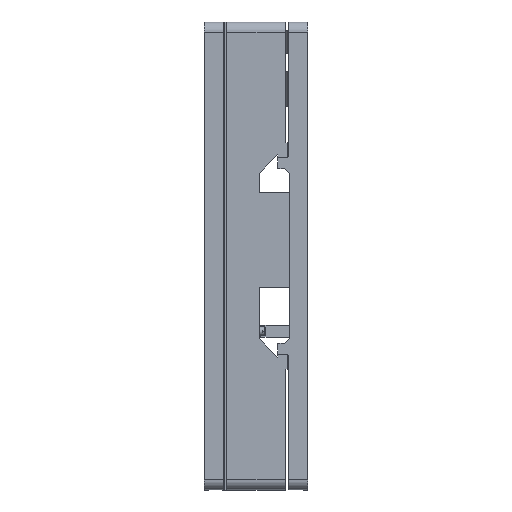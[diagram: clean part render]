
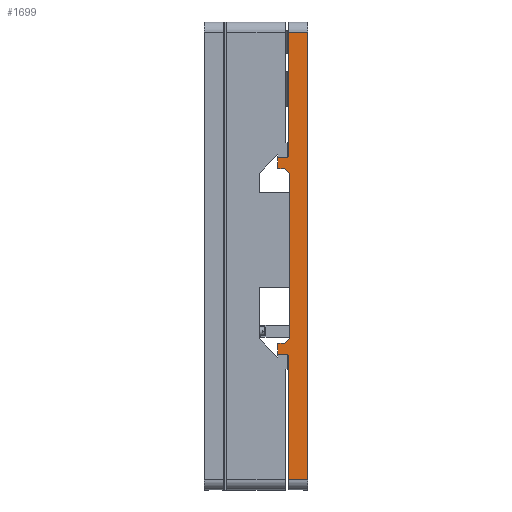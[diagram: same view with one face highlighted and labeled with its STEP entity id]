
A CAD part, left-side view. The second image highlights one B-rep face of the part: STEP entity #1699.
In plain terms, the highlighted planar face has unit normal (-1, 0, 0).
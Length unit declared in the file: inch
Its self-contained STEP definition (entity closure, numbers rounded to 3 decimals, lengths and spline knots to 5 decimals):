
#27 = VECTOR ( 'NONE', #17340, 39.37008 ) ;
#200 = LINE ( 'NONE', #8654, #984 ) ;
#285 = VERTEX_POINT ( 'NONE', #13747 ) ;
#321 = CARTESIAN_POINT ( 'NONE',  ( -10., 0., -9.562 ) ) ;
#551 = VERTEX_POINT ( 'NONE', #9845 ) ;
#674 = ORIENTED_EDGE ( 'NONE', *, *, #8038, .F. ) ;
#866 = DIRECTION ( 'NONE',  ( 0., 0., 1. ) ) ;
#871 = CARTESIAN_POINT ( 'NONE',  ( -10., 0.813, -10. ) ) ;
#905 = LINE ( 'NONE', #871, #9262 ) ;
#961 = VERTEX_POINT ( 'NONE', #4213 ) ;
#975 = EDGE_CURVE ( 'NONE', #16725, #9920, #3911, .T. ) ;
#984 = VECTOR ( 'NONE', #7602, 39.37008 ) ;
#1236 = EDGE_CURVE ( 'NONE', #10814, #6631, #2937, .T. ) ;
#1347 = DIRECTION ( 'NONE',  ( 0., 1., 0. ) ) ;
#1364 = CARTESIAN_POINT ( 'NONE',  ( -10., 1.277, -3.733 ) ) ;
#1369 = LINE ( 'NONE', #1364, #10427 ) ;
#1512 = DIRECTION ( 'NONE',  ( 0., 0., 1. ) ) ;
#1529 = CARTESIAN_POINT ( 'NONE',  ( -10., 0.984, 3.733 ) ) ;
#1611 = CARTESIAN_POINT ( 'NONE',  ( -10., 0.765, 3.514 ) ) ;
#1636 = LINE ( 'NONE', #1611, #17613 ) ;
#1699 = ADVANCED_FACE ( 'NONE', ( #9024 ), #10817, .F. ) ;
#1763 = VECTOR ( 'NONE', #3836, 39.37008 ) ;
#2066 = DIRECTION ( 'NONE',  ( 0., 0.707, 0.707 ) ) ;
#2145 = VERTEX_POINT ( 'NONE', #14060 ) ;
#2163 = VECTOR ( 'NONE', #9938, 39.37008 ) ;
#2373 = VERTEX_POINT ( 'NONE', #10755 ) ;
#2553 = CARTESIAN_POINT ( 'NONE',  ( -10., 1.277, -4.2 ) ) ;
#2768 = EDGE_CURVE ( 'NONE', #4224, #10814, #4742, .T. ) ;
#2937 = LINE ( 'NONE', #2553, #20118 ) ;
#3017 = EDGE_CURVE ( 'NONE', #16725, #4224, #1369, .T. ) ;
#3239 = VECTOR ( 'NONE', #13352, 39.37008 ) ;
#3336 = CARTESIAN_POINT ( 'NONE',  ( -10., 0.813, -9.562 ) ) ;
#3351 = CARTESIAN_POINT ( 'NONE',  ( -10., 1.277, 3.733 ) ) ;
#3494 = VERTEX_POINT ( 'NONE', #3336 ) ;
#3836 = DIRECTION ( 'NONE',  ( 0., -0.707, 0.707 ) ) ;
#3888 = CARTESIAN_POINT ( 'NONE',  ( -10., 0.984, -3.733 ) ) ;
#3911 = LINE ( 'NONE', #3888, #1763 ) ;
#3918 = EDGE_CURVE ( 'NONE', #3494, #7873, #17334, .T. ) ;
#4163 = ORIENTED_EDGE ( 'NONE', *, *, #12682, .T. ) ;
#4213 = CARTESIAN_POINT ( 'NONE',  ( -10., 0.765, 3.514 ) ) ;
#4224 = VERTEX_POINT ( 'NONE', #13586 ) ;
#4544 = EDGE_CURVE ( 'NONE', #2373, #2145, #9971, .T. ) ;
#4703 = DIRECTION ( 'NONE',  ( 0., 0., -1. ) ) ;
#4720 = CARTESIAN_POINT ( 'NONE',  ( -10., 1.277, -4.2 ) ) ;
#4742 = LINE ( 'NONE', #4720, #20014 ) ;
#4767 = VECTOR ( 'NONE', #6385, 39.37008 ) ;
#5181 = EDGE_LOOP ( 'NONE', ( #13014, #15894, #674, #20186, #19723, #4163, #13518, #12438, #5696, #18026, #12823, #13136, #11342, #8574, #7003, #19385, #20066, #18253 ) ) ;
#5696 = ORIENTED_EDGE ( 'NONE', *, *, #18641, .T. ) ;
#6200 = LINE ( 'NONE', #7068, #11597 ) ;
#6385 = DIRECTION ( 'NONE',  ( 0., 0., -1. ) ) ;
#6424 = CARTESIAN_POINT ( 'NONE',  ( -10., 0.844, -10. ) ) ;
#6455 = LINE ( 'NONE', #6424, #4767 ) ;
#6516 = VERTEX_POINT ( 'NONE', #11152 ) ;
#6619 = CARTESIAN_POINT ( 'NONE',  ( -10., 1.277, -4.2 ) ) ;
#6631 = VERTEX_POINT ( 'NONE', #10471 ) ;
#6669 = EDGE_CURVE ( 'NONE', #12206, #8766, #10059, .T. ) ;
#6971 = VERTEX_POINT ( 'NONE', #7193 ) ;
#7003 = ORIENTED_EDGE ( 'NONE', *, *, #15032, .F. ) ;
#7068 = CARTESIAN_POINT ( 'NONE',  ( -10., 0., 10. ) ) ;
#7193 = CARTESIAN_POINT ( 'NONE',  ( -10., 0.844, 4.2 ) ) ;
#7382 = DIRECTION ( 'NONE',  ( 0., 1., 0. ) ) ;
#7413 = DIRECTION ( 'NONE',  ( 0., 0., 1. ) ) ;
#7426 = CARTESIAN_POINT ( 'NONE',  ( -10., 0.813, 4.258 ) ) ;
#7460 = CARTESIAN_POINT ( 'NONE',  ( -10., 0.984, -3.733 ) ) ;
#7479 = LINE ( 'NONE', #7426, #15096 ) ;
#7602 = DIRECTION ( 'NONE',  ( 0., 1., 0. ) ) ;
#7781 = EDGE_CURVE ( 'NONE', #3494, #16700, #905, .T. ) ;
#7873 = VERTEX_POINT ( 'NONE', #321 ) ;
#7956 = CARTESIAN_POINT ( 'NONE',  ( -10., 0.813, -4.258 ) ) ;
#8038 = EDGE_CURVE ( 'NONE', #16700, #6516, #200, .T. ) ;
#8274 = LINE ( 'NONE', #1529, #16629 ) ;
#8330 = DIRECTION ( 'NONE',  ( 0., -1., 0. ) ) ;
#8535 = EDGE_CURVE ( 'NONE', #961, #9644, #8274, .T. ) ;
#8574 = ORIENTED_EDGE ( 'NONE', *, *, #8535, .F. ) ;
#8654 = CARTESIAN_POINT ( 'NONE',  ( -10., 0.813, -4.258 ) ) ;
#8766 = VERTEX_POINT ( 'NONE', #3351 ) ;
#9024 = FACE_OUTER_BOUND ( 'NONE', #5181, .T. ) ;
#9262 = VECTOR ( 'NONE', #866, 39.37008 ) ;
#9408 = EDGE_CURVE ( 'NONE', #8766, #9644, #17375, .T. ) ;
#9502 = VECTOR ( 'NONE', #17307, 39.37008 ) ;
#9644 = VERTEX_POINT ( 'NONE', #15825 ) ;
#9845 = CARTESIAN_POINT ( 'NONE',  ( -10., 0.813, 4.258 ) ) ;
#9920 = VERTEX_POINT ( 'NONE', #13523 ) ;
#9938 = DIRECTION ( 'NONE',  ( 0., 1., 0. ) ) ;
#9945 = CARTESIAN_POINT ( 'NONE',  ( -10., 0.984, 9.562 ) ) ;
#9971 = LINE ( 'NONE', #9945, #2163 ) ;
#10039 = DIRECTION ( 'NONE',  ( 0., 0., -1. ) ) ;
#10042 = CARTESIAN_POINT ( 'NONE',  ( -10., 1.277, 4.2 ) ) ;
#10059 = LINE ( 'NONE', #10042, #18861 ) ;
#10427 = VECTOR ( 'NONE', #1347, 39.37008 ) ;
#10471 = CARTESIAN_POINT ( 'NONE',  ( -10., 0.844, -4.2 ) ) ;
#10755 = CARTESIAN_POINT ( 'NONE',  ( -10., 0., 9.562 ) ) ;
#10814 = VERTEX_POINT ( 'NONE', #6619 ) ;
#10817 = PLANE ( 'NONE',  #12805 ) ;
#11152 = CARTESIAN_POINT ( 'NONE',  ( -10., 0.844, -4.258 ) ) ;
#11342 = ORIENTED_EDGE ( 'NONE', *, *, #9408, .T. ) ;
#11579 = CARTESIAN_POINT ( 'NONE',  ( -10., 1.277, 4.2 ) ) ;
#11597 = VECTOR ( 'NONE', #7413, 39.37008 ) ;
#12029 = CARTESIAN_POINT ( 'NONE',  ( -10., 0.984, 10. ) ) ;
#12206 = VERTEX_POINT ( 'NONE', #11579 ) ;
#12438 = ORIENTED_EDGE ( 'NONE', *, *, #20051, .F. ) ;
#12682 = EDGE_CURVE ( 'NONE', #7873, #2373, #6200, .T. ) ;
#12805 = AXIS2_PLACEMENT_3D ( 'NONE', #12029, #13519, #16869 ) ;
#12823 = ORIENTED_EDGE ( 'NONE', *, *, #13384, .T. ) ;
#13014 = ORIENTED_EDGE ( 'NONE', *, *, #1236, .T. ) ;
#13136 = ORIENTED_EDGE ( 'NONE', *, *, #6669, .T. ) ;
#13352 = DIRECTION ( 'NONE',  ( 0., 0., -1. ) ) ;
#13375 = CARTESIAN_POINT ( 'NONE',  ( -10., 0.844, 10. ) ) ;
#13384 = EDGE_CURVE ( 'NONE', #6971, #12206, #13947, .T. ) ;
#13401 = LINE ( 'NONE', #13375, #3239 ) ;
#13518 = ORIENTED_EDGE ( 'NONE', *, *, #4544, .T. ) ;
#13519 = DIRECTION ( 'NONE',  ( 1., 0., 0. ) ) ;
#13523 = CARTESIAN_POINT ( 'NONE',  ( -10., 0.765, -3.514 ) ) ;
#13586 = CARTESIAN_POINT ( 'NONE',  ( -10., 1.277, -3.733 ) ) ;
#13747 = CARTESIAN_POINT ( 'NONE',  ( -10., 0.844, 4.258 ) ) ;
#13867 = DIRECTION ( 'NONE',  ( 0., 1., 0. ) ) ;
#13892 = CARTESIAN_POINT ( 'NONE',  ( -10., 1.277, 4.2 ) ) ;
#13947 = LINE ( 'NONE', #13892, #18264 ) ;
#14060 = CARTESIAN_POINT ( 'NONE',  ( -10., 0.813, 9.562 ) ) ;
#14790 = EDGE_CURVE ( 'NONE', #6631, #6516, #6455, .T. ) ;
#15032 = EDGE_CURVE ( 'NONE', #9920, #961, #1636, .T. ) ;
#15096 = VECTOR ( 'NONE', #7382, 39.37008 ) ;
#15825 = CARTESIAN_POINT ( 'NONE',  ( -10., 0.984, 3.733 ) ) ;
#15894 = ORIENTED_EDGE ( 'NONE', *, *, #14790, .T. ) ;
#16438 = EDGE_CURVE ( 'NONE', #285, #6971, #13401, .T. ) ;
#16629 = VECTOR ( 'NONE', #2066, 39.37008 ) ;
#16700 = VERTEX_POINT ( 'NONE', #7956 ) ;
#16725 = VERTEX_POINT ( 'NONE', #7460 ) ;
#16869 = DIRECTION ( 'NONE',  ( 0., 0., -1. ) ) ;
#17307 = DIRECTION ( 'NONE',  ( 0., -1., 0. ) ) ;
#17309 = CARTESIAN_POINT ( 'NONE',  ( -10., 0.984, -9.562 ) ) ;
#17319 = DIRECTION ( 'NONE',  ( 0., -1., 0. ) ) ;
#17334 = LINE ( 'NONE', #17309, #9502 ) ;
#17340 = DIRECTION ( 'NONE',  ( 0., 0., 1. ) ) ;
#17353 = CARTESIAN_POINT ( 'NONE',  ( -10., 1.277, 3.733 ) ) ;
#17375 = LINE ( 'NONE', #17353, #18767 ) ;
#17390 = CARTESIAN_POINT ( 'NONE',  ( -10., 0.813, 10. ) ) ;
#17414 = LINE ( 'NONE', #17390, #27 ) ;
#17613 = VECTOR ( 'NONE', #1512, 39.37008 ) ;
#18026 = ORIENTED_EDGE ( 'NONE', *, *, #16438, .T. ) ;
#18253 = ORIENTED_EDGE ( 'NONE', *, *, #2768, .T. ) ;
#18264 = VECTOR ( 'NONE', #13867, 39.37008 ) ;
#18641 = EDGE_CURVE ( 'NONE', #551, #285, #7479, .T. ) ;
#18767 = VECTOR ( 'NONE', #17319, 39.37008 ) ;
#18861 = VECTOR ( 'NONE', #10039, 39.37008 ) ;
#19385 = ORIENTED_EDGE ( 'NONE', *, *, #975, .F. ) ;
#19723 = ORIENTED_EDGE ( 'NONE', *, *, #3918, .T. ) ;
#20014 = VECTOR ( 'NONE', #4703, 39.37008 ) ;
#20051 = EDGE_CURVE ( 'NONE', #551, #2145, #17414, .T. ) ;
#20066 = ORIENTED_EDGE ( 'NONE', *, *, #3017, .T. ) ;
#20118 = VECTOR ( 'NONE', #8330, 39.37008 ) ;
#20186 = ORIENTED_EDGE ( 'NONE', *, *, #7781, .F. ) ;
